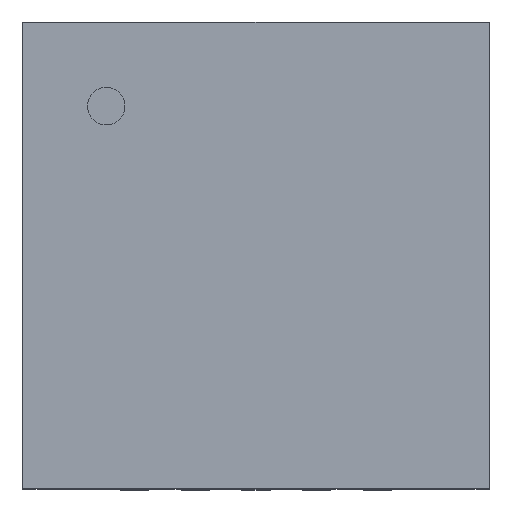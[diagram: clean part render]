
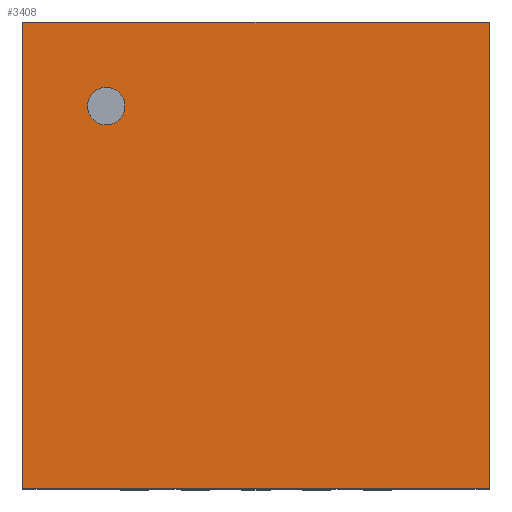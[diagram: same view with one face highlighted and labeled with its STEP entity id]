
A CAD part, top view. The second image highlights one B-rep face of the part: STEP entity #3408.
In plain terms, the highlighted planar face has unit normal (0, 0, 1).
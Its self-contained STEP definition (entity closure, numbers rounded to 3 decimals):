
#896 = EDGE_CURVE('',#897,#899,#901,.T.);
#897 = VERTEX_POINT('',#898);
#898 = CARTESIAN_POINT('',(-2.49,2.49,0.77));
#899 = VERTEX_POINT('',#900);
#900 = CARTESIAN_POINT('',(2.49,2.49,0.77));
#901 = LINE('',#902,#903);
#902 = CARTESIAN_POINT('',(-2.49,2.49,0.77));
#903 = VECTOR('',#904,1.);
#904 = DIRECTION('',(1.,0.,0.));
#1534 = EDGE_CURVE('',#899,#1535,#1537,.T.);
#1535 = VERTEX_POINT('',#1536);
#1536 = CARTESIAN_POINT('',(2.49,-2.49,0.77));
#1537 = LINE('',#1538,#1539);
#1538 = CARTESIAN_POINT('',(2.49,2.49,0.77));
#1539 = VECTOR('',#1540,1.);
#1540 = DIRECTION('',(0.,-1.,0.));
#2161 = EDGE_CURVE('',#2162,#1535,#2164,.T.);
#2162 = VERTEX_POINT('',#2163);
#2163 = CARTESIAN_POINT('',(-2.49,-2.49,0.77));
#2164 = LINE('',#2165,#2166);
#2165 = CARTESIAN_POINT('',(-2.49,-2.49,0.77));
#2166 = VECTOR('',#2167,1.);
#2167 = DIRECTION('',(1.,0.,0.));
#2792 = EDGE_CURVE('',#897,#2162,#2793,.T.);
#2793 = LINE('',#2794,#2795);
#2794 = CARTESIAN_POINT('',(-2.49,2.49,0.77));
#2795 = VECTOR('',#2796,1.);
#2796 = DIRECTION('',(0.,-1.,0.));
#3408 = ADVANCED_FACE('',(#3409,#3415),#3426,.T.);
#3409 = FACE_BOUND('',#3410,.T.);
#3410 = EDGE_LOOP('',(#3411,#3412,#3413,#3414));
#3411 = ORIENTED_EDGE('',*,*,#896,.F.);
#3412 = ORIENTED_EDGE('',*,*,#2792,.T.);
#3413 = ORIENTED_EDGE('',*,*,#2161,.T.);
#3414 = ORIENTED_EDGE('',*,*,#1534,.F.);
#3415 = FACE_BOUND('',#3416,.T.);
#3416 = EDGE_LOOP('',(#3417));
#3417 = ORIENTED_EDGE('',*,*,#3418,.T.);
#3418 = EDGE_CURVE('',#3419,#3419,#3421,.T.);
#3419 = VERTEX_POINT('',#3420);
#3420 = CARTESIAN_POINT('',(-1.6,1.4,0.77));
#3421 = CIRCLE('',#3422,0.2);
#3422 = AXIS2_PLACEMENT_3D('',#3423,#3424,#3425);
#3423 = CARTESIAN_POINT('',(-1.6,1.6,0.77));
#3424 = DIRECTION('',(-0.,0.,-1.));
#3425 = DIRECTION('',(0.,-1.,0.));
#3426 = PLANE('',#3427);
#3427 = AXIS2_PLACEMENT_3D('',#3428,#3429,#3430);
#3428 = CARTESIAN_POINT('',(-2.49,2.49,0.77));
#3429 = DIRECTION('',(0.,0.,1.));
#3430 = DIRECTION('',(0.,-1.,0.));
